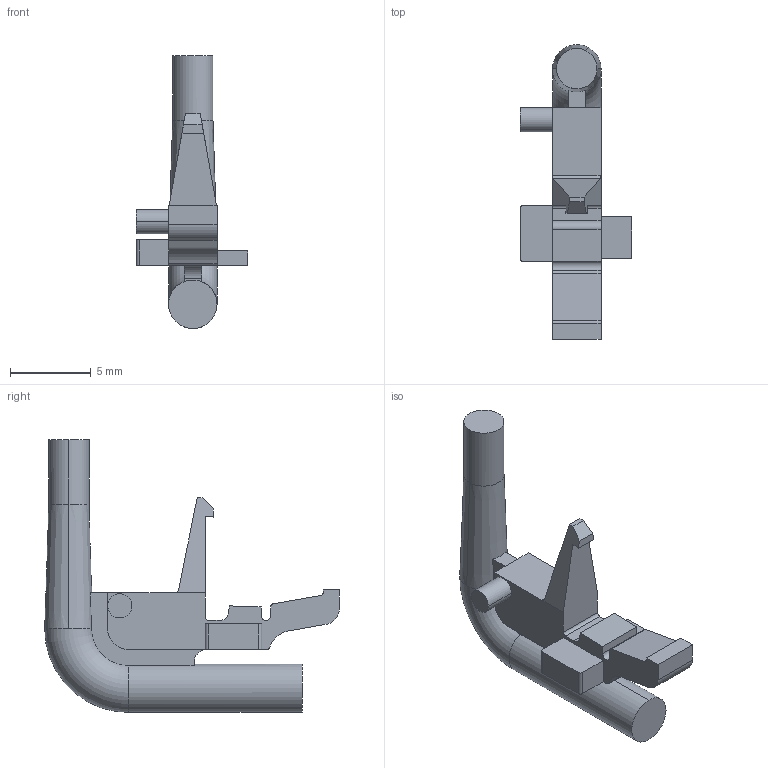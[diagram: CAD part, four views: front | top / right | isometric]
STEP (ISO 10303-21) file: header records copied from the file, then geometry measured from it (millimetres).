
FILE_DESCRIPTION(('CATIA V5 STEP Exchange','CAx-IF Rec.Pracs.--- Model Styling and Organization---1.2---2011-12-15'),'2;1');
FILE_NAME ('D1454000_0_1636670000_1636670000.stp','2018-11-15T11:15:58+00:00',('none'),('Weidmueller'),'CATIA Version 5-6 Release 2014','CATIA V5 STEP AP214','none');
FILE_SCHEMA(('AUTOMOTIVE_DESIGN { 1 0 10303 214 1 1 1 1 }'));
Length unit declared in the file: millimetre
Products named in the file (1): 1636670000
Bounding box: 6.9 x 18.25 x 16.9 mm (x, y, z)
Volume: 339.6 mm3; surface area: 532.9 mm2
Topology: 1 solids, 1 shells, 66 faces, 187 edges, 123 vertices
Faces by surface type: plane 41, cylinder 20, cone 3, torus 2
Entity records: 2094 total; most frequent: CARTESIAN_POINT 406, ORIENTED_EDGE 374, DIRECTION 294, EDGE_CURVE 187, VERTEX_POINT 123, VECTOR 122, LINE 122, AXIS2_PLACEMENT_3D 114
